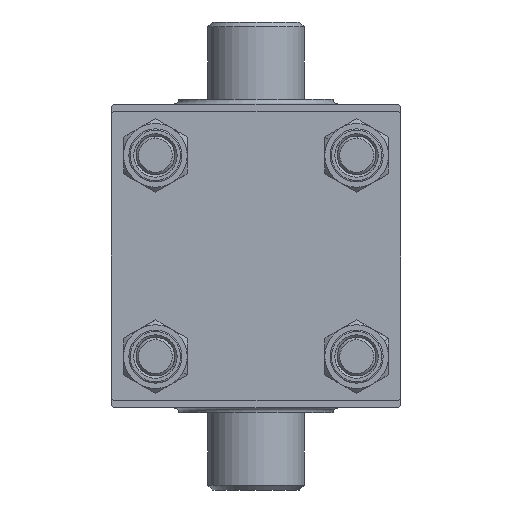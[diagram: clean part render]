
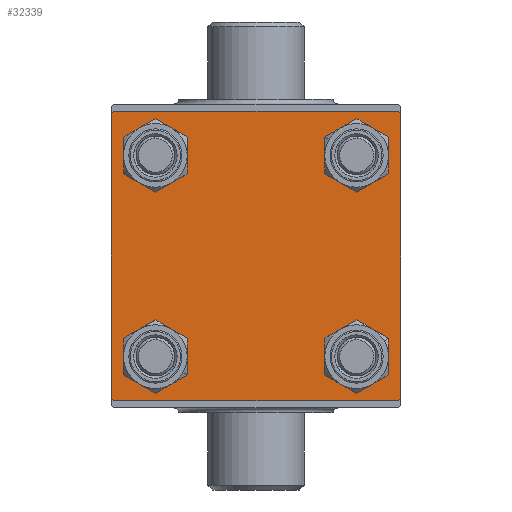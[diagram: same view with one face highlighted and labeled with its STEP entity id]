
A CAD part, left-side view. The second image highlights one B-rep face of the part: STEP entity #32339.
In plain terms, the highlighted planar face has unit normal (-1, 0, 0).
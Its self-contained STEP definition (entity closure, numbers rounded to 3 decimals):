
#292 = LINE ( 'NONE', #14928, #35961 ) ;
#385 = FACE_BOUND ( 'NONE', #4518, .T. ) ;
#625 = CIRCLE ( 'NONE', #47317, 4.5 ) ;
#1263 = VERTEX_POINT ( 'NONE', #12551 ) ;
#1643 = LINE ( 'NONE', #13136, #33314 ) ;
#2115 = VECTOR ( 'NONE', #23473, 1000. ) ;
#2324 = VERTEX_POINT ( 'NONE', #35864 ) ;
#2696 = CARTESIAN_POINT ( 'NONE',  ( 0., 20.85, -20.85 ) ) ;
#3405 = DIRECTION ( 'NONE',  ( 0., 0., 1. ) ) ;
#4051 = VECTOR ( 'NONE', #39601, 1000. ) ;
#4379 = ORIENTED_EDGE ( 'NONE', *, *, #42312, .T. ) ;
#4414 = CARTESIAN_POINT ( 'NONE',  ( 0., -29.5, -30. ) ) ;
#4518 = EDGE_LOOP ( 'NONE', ( #39652, #28612 ) ) ;
#4681 = CARTESIAN_POINT ( 'NONE',  ( 0., -20.85, 16.35 ) ) ;
#5160 = VERTEX_POINT ( 'NONE', #42798 ) ;
#5889 = LINE ( 'NONE', #20518, #45946 ) ;
#6036 = LINE ( 'NONE', #39120, #4051 ) ;
#6037 = DIRECTION ( 'NONE',  ( 0., 0., 1. ) ) ;
#6633 = ORIENTED_EDGE ( 'NONE', *, *, #20594, .T. ) ;
#6640 = EDGE_CURVE ( 'NONE', #44204, #7505, #20620, .T. ) ;
#6835 = DIRECTION ( 'NONE',  ( 1., 0., 0. ) ) ;
#7505 = VERTEX_POINT ( 'NONE', #32292 ) ;
#7577 = CARTESIAN_POINT ( 'NONE',  ( 0., 0., 0. ) ) ;
#8002 = EDGE_CURVE ( 'NONE', #8925, #41428, #8718, .T. ) ;
#8392 = CARTESIAN_POINT ( 'NONE',  ( 0., 30., -30. ) ) ;
#8718 = CIRCLE ( 'NONE', #35530, 4.5 ) ;
#8884 = CARTESIAN_POINT ( 'NONE',  ( 0., -20.85, -25.35 ) ) ;
#8925 = VERTEX_POINT ( 'NONE', #18107 ) ;
#9641 = CARTESIAN_POINT ( 'NONE',  ( 0., 29.5, 30. ) ) ;
#9774 = EDGE_CURVE ( 'NONE', #1263, #7505, #21405, .T. ) ;
#10036 = VERTEX_POINT ( 'NONE', #46303 ) ;
#10103 = DIRECTION ( 'NONE',  ( 1., 0., 0. ) ) ;
#10362 = EDGE_CURVE ( 'NONE', #44204, #5160, #1643, .T. ) ;
#10387 = CARTESIAN_POINT ( 'NONE',  ( 0., -29.75, 29.75 ) ) ;
#10936 = DIRECTION ( 'NONE',  ( -1., 0., 0. ) ) ;
#11414 = VERTEX_POINT ( 'NONE', #38526 ) ;
#11886 = DIRECTION ( 'NONE',  ( 0., 0., 1. ) ) ;
#12087 = CARTESIAN_POINT ( 'NONE',  ( 0., -20.85, -20.85 ) ) ;
#12435 = AXIS2_PLACEMENT_3D ( 'NONE', #7577, #10936, #11886 ) ;
#12551 = CARTESIAN_POINT ( 'NONE',  ( 0., -30., 29.5 ) ) ;
#12822 = ORIENTED_EDGE ( 'NONE', *, *, #33869, .T. ) ;
#13136 = CARTESIAN_POINT ( 'NONE',  ( 0., 29.75, 29.75 ) ) ;
#13513 = ORIENTED_EDGE ( 'NONE', *, *, #21445, .T. ) ;
#13594 = ORIENTED_EDGE ( 'NONE', *, *, #24495, .T. ) ;
#13712 = CIRCLE ( 'NONE', #32894, 4.5 ) ;
#14056 = ORIENTED_EDGE ( 'NONE', *, *, #9774, .T. ) ;
#14372 = CARTESIAN_POINT ( 'NONE',  ( 0., 30., 30. ) ) ;
#14398 = ORIENTED_EDGE ( 'NONE', *, *, #6640, .F. ) ;
#14779 = PLANE ( 'NONE',  #12435 ) ;
#14928 = CARTESIAN_POINT ( 'NONE',  ( 0., 29.75, -29.75 ) ) ;
#15042 = CARTESIAN_POINT ( 'NONE',  ( 0., 20.85, 20.85 ) ) ;
#15288 = DIRECTION ( 'NONE',  ( 0., 0., 1. ) ) ;
#15742 = DIRECTION ( 'NONE',  ( 0., 0., 1. ) ) ;
#16402 = AXIS2_PLACEMENT_3D ( 'NONE', #33510, #40944, #15288 ) ;
#16969 = VECTOR ( 'NONE', #25681, 1000. ) ;
#17016 = DIRECTION ( 'NONE',  ( 0., -1., 0. ) ) ;
#17510 = ORIENTED_EDGE ( 'NONE', *, *, #37595, .T. ) ;
#17972 = CIRCLE ( 'NONE', #19512, 4.5 ) ;
#18107 = CARTESIAN_POINT ( 'NONE',  ( 0., 20.85, 25.35 ) ) ;
#18483 = VERTEX_POINT ( 'NONE', #4414 ) ;
#18722 = LINE ( 'NONE', #43688, #16969 ) ;
#19030 = ORIENTED_EDGE ( 'NONE', *, *, #36142, .T. ) ;
#19079 = FACE_OUTER_BOUND ( 'NONE', #22666, .T. ) ;
#19307 = EDGE_LOOP ( 'NONE', ( #26223, #13513 ) ) ;
#19309 = AXIS2_PLACEMENT_3D ( 'NONE', #28420, #6835, #43548 ) ;
#19512 = AXIS2_PLACEMENT_3D ( 'NONE', #38892, #10103, #6037 ) ;
#20333 = DIRECTION ( 'NONE',  ( 0., 0., 1. ) ) ;
#20518 = CARTESIAN_POINT ( 'NONE',  ( 0., -30., 30. ) ) ;
#20594 = EDGE_CURVE ( 'NONE', #24590, #18483, #34283, .T. ) ;
#20620 = LINE ( 'NONE', #14372, #21662 ) ;
#20650 = CARTESIAN_POINT ( 'NONE',  ( 0., 20.85, 16.35 ) ) ;
#20866 = AXIS2_PLACEMENT_3D ( 'NONE', #12087, #30075, #41572 ) ;
#20945 = ORIENTED_EDGE ( 'NONE', *, *, #25588, .T. ) ;
#21304 = EDGE_LOOP ( 'NONE', ( #19030, #32703 ) ) ;
#21405 = LINE ( 'NONE', #10387, #31720 ) ;
#21445 = EDGE_CURVE ( 'NONE', #27433, #2324, #625, .T. ) ;
#21662 = VECTOR ( 'NONE', #17016, 1000. ) ;
#21982 = DIRECTION ( 'NONE',  ( 1., 0., 0. ) ) ;
#22011 = VERTEX_POINT ( 'NONE', #25646 ) ;
#22666 = EDGE_LOOP ( 'NONE', ( #17510, #20945, #6633, #12822, #40982, #14056, #14398, #36605 ) ) ;
#23473 = DIRECTION ( 'NONE',  ( 0., -1., 0. ) ) ;
#24495 = EDGE_CURVE ( 'NONE', #41549, #11414, #13712, .T. ) ;
#24570 = DIRECTION ( 'NONE',  ( 0., 0., -1. ) ) ;
#24590 = VERTEX_POINT ( 'NONE', #29475 ) ;
#24991 = DIRECTION ( 'NONE',  ( 1., 0., 0. ) ) ;
#25588 = EDGE_CURVE ( 'NONE', #22011, #24590, #292, .T. ) ;
#25646 = CARTESIAN_POINT ( 'NONE',  ( 0., 30., -29.5 ) ) ;
#25681 = DIRECTION ( 'NONE',  ( 0., -0.707, 0.707 ) ) ;
#25876 = EDGE_CURVE ( 'NONE', #1263, #28931, #5889, .T. ) ;
#26223 = ORIENTED_EDGE ( 'NONE', *, *, #40577, .T. ) ;
#26853 = CARTESIAN_POINT ( 'NONE',  ( 0., 20.85, -16.35 ) ) ;
#27433 = VERTEX_POINT ( 'NONE', #4681 ) ;
#27758 = DIRECTION ( 'NONE',  ( 0., 0.707, -0.707 ) ) ;
#27786 = CIRCLE ( 'NONE', #20866, 4.5 ) ;
#28420 = CARTESIAN_POINT ( 'NONE',  ( 0., -20.85, -20.85 ) ) ;
#28612 = ORIENTED_EDGE ( 'NONE', *, *, #35204, .T. ) ;
#28931 = VERTEX_POINT ( 'NONE', #40085 ) ;
#29475 = CARTESIAN_POINT ( 'NONE',  ( 0., 29.5, -30. ) ) ;
#29538 = DIRECTION ( 'NONE',  ( 1., 0., 0. ) ) ;
#29637 = EDGE_LOOP ( 'NONE', ( #13594, #4379 ) ) ;
#30075 = DIRECTION ( 'NONE',  ( 1., 0., 0. ) ) ;
#31720 = VECTOR ( 'NONE', #35326, 1000. ) ;
#32292 = CARTESIAN_POINT ( 'NONE',  ( 0., -29.5, 30. ) ) ;
#32339 = ADVANCED_FACE ( 'NONE', ( #44761, #33473, #40433, #385, #19079 ), #14779, .T. ) ;
#32703 = ORIENTED_EDGE ( 'NONE', *, *, #37987, .T. ) ;
#32894 = AXIS2_PLACEMENT_3D ( 'NONE', #2696, #24991, #3405 ) ;
#33314 = VECTOR ( 'NONE', #27758, 1000. ) ;
#33378 = DIRECTION ( 'NONE',  ( 0., 0., 1. ) ) ;
#33473 = FACE_BOUND ( 'NONE', #21304, .T. ) ;
#33510 = CARTESIAN_POINT ( 'NONE',  ( 0., -20.85, 20.85 ) ) ;
#33869 = EDGE_CURVE ( 'NONE', #18483, #28931, #18722, .T. ) ;
#33981 = VERTEX_POINT ( 'NONE', #8884 ) ;
#34283 = LINE ( 'NONE', #8392, #2115 ) ;
#34327 = CARTESIAN_POINT ( 'NONE',  ( 0., 20.85, 20.85 ) ) ;
#35204 = EDGE_CURVE ( 'NONE', #41428, #8925, #46121, .T. ) ;
#35326 = DIRECTION ( 'NONE',  ( 0., 0.707, 0.707 ) ) ;
#35530 = AXIS2_PLACEMENT_3D ( 'NONE', #34327, #29538, #33378 ) ;
#35864 = CARTESIAN_POINT ( 'NONE',  ( 0., -20.85, 25.35 ) ) ;
#35961 = VECTOR ( 'NONE', #37458, 1000. ) ;
#36142 = EDGE_CURVE ( 'NONE', #10036, #33981, #39979, .T. ) ;
#36605 = ORIENTED_EDGE ( 'NONE', *, *, #10362, .T. ) ;
#37458 = DIRECTION ( 'NONE',  ( 0., -0.707, -0.707 ) ) ;
#37595 = EDGE_CURVE ( 'NONE', #5160, #22011, #6036, .T. ) ;
#37987 = EDGE_CURVE ( 'NONE', #33981, #10036, #27786, .T. ) ;
#38526 = CARTESIAN_POINT ( 'NONE',  ( 0., 20.85, -25.35 ) ) ;
#38892 = CARTESIAN_POINT ( 'NONE',  ( 0., 20.85, -20.85 ) ) ;
#39120 = CARTESIAN_POINT ( 'NONE',  ( 0., 30., 30. ) ) ;
#39601 = DIRECTION ( 'NONE',  ( 0., 0., -1. ) ) ;
#39652 = ORIENTED_EDGE ( 'NONE', *, *, #8002, .T. ) ;
#39979 = CIRCLE ( 'NONE', #19309, 4.5 ) ;
#40085 = CARTESIAN_POINT ( 'NONE',  ( 0., -30., -29.5 ) ) ;
#40433 = FACE_BOUND ( 'NONE', #29637, .T. ) ;
#40577 = EDGE_CURVE ( 'NONE', #2324, #27433, #45518, .T. ) ;
#40944 = DIRECTION ( 'NONE',  ( 1., 0., 0. ) ) ;
#40982 = ORIENTED_EDGE ( 'NONE', *, *, #25876, .F. ) ;
#41428 = VERTEX_POINT ( 'NONE', #20650 ) ;
#41549 = VERTEX_POINT ( 'NONE', #26853 ) ;
#41572 = DIRECTION ( 'NONE',  ( 0., 0., 1. ) ) ;
#42312 = EDGE_CURVE ( 'NONE', #11414, #41549, #17972, .T. ) ;
#42798 = CARTESIAN_POINT ( 'NONE',  ( 0., 30., 29.5 ) ) ;
#43548 = DIRECTION ( 'NONE',  ( 0., 0., 1. ) ) ;
#43688 = CARTESIAN_POINT ( 'NONE',  ( 0., -29.75, -29.75 ) ) ;
#43832 = AXIS2_PLACEMENT_3D ( 'NONE', #15042, #21982, #15742 ) ;
#44204 = VERTEX_POINT ( 'NONE', #9641 ) ;
#44761 = FACE_BOUND ( 'NONE', #19307, .T. ) ;
#45299 = DIRECTION ( 'NONE',  ( 1., 0., 0. ) ) ;
#45518 = CIRCLE ( 'NONE', #16402, 4.5 ) ;
#45540 = CARTESIAN_POINT ( 'NONE',  ( 0., -20.85, 20.85 ) ) ;
#45946 = VECTOR ( 'NONE', #24570, 1000. ) ;
#46121 = CIRCLE ( 'NONE', #43832, 4.5 ) ;
#46303 = CARTESIAN_POINT ( 'NONE',  ( 0., -20.85, -16.35 ) ) ;
#47317 = AXIS2_PLACEMENT_3D ( 'NONE', #45540, #45299, #20333 ) ;
